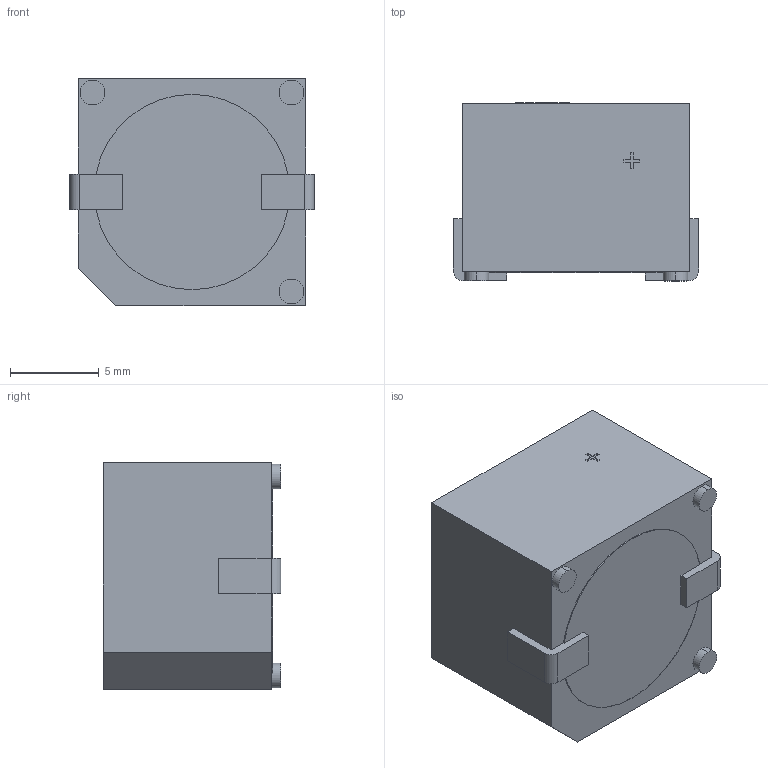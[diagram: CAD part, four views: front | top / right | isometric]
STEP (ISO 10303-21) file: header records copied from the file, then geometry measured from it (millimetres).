
FILE_DESCRIPTION (( 'STEP AP203' ), '1' );
FILE_NAME ('WST-1310S-1.STEP', '2016-11-14T21:58:59', ( 'Gem' ), ( '' ), 'SwSTEP 2.0', 'SolidWorks 2013', '' );
FILE_SCHEMA (( 'CONFIG_CONTROL_DESIGN' ));
Length unit declared in the file: millimetre
Products named in the file (1): WST-1310S-1
Bounding box: 13.8 x 10.01 x 12.8 mm (x, y, z)
Volume: 1533.6 mm3; surface area: 869.3 mm2
Topology: 1 solids, 2 shells, 59 faces, 150 edges, 100 vertices
Faces by surface type: plane 40, cylinder 19
Entity records: 1859 total; most frequent: CARTESIAN_POINT 310, DIRECTION 308, ORIENTED_EDGE 300, EDGE_CURVE 150, LINE 112, VECTOR 112, VERTEX_POINT 100, AXIS2_PLACEMENT_3D 98
